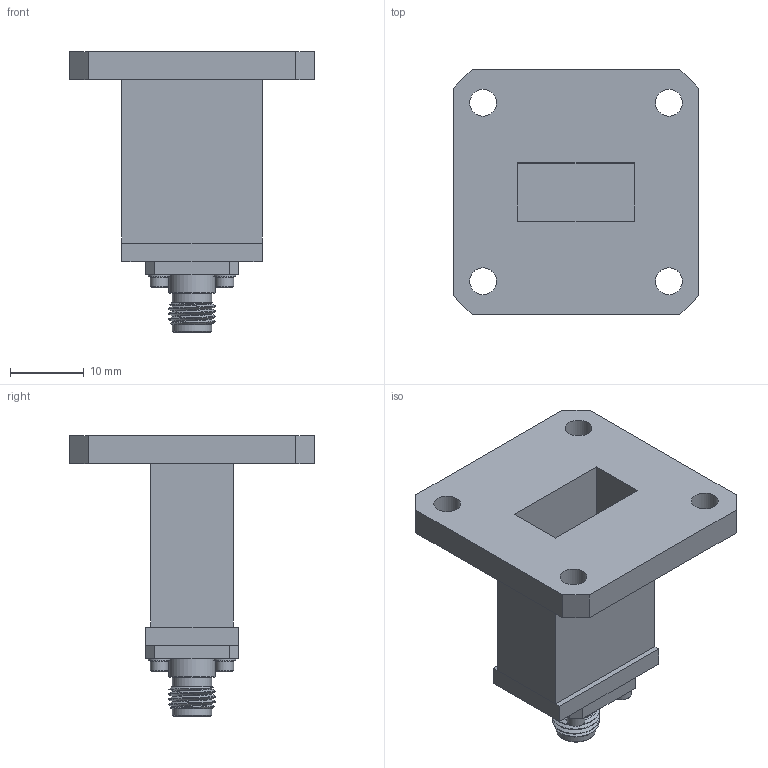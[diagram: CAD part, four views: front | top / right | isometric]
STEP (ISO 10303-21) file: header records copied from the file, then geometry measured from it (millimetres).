
FILE_DESCRIPTION (( 'STEP AP203' ), '1' );
FILE_NAME ('PEWCA1071.step', '2020-01-15T18:10:58', ( '' ), ( '' ), 'SwSTEP 2.0', 'SolidWorks 2018', '' );
FILE_SCHEMA (( 'CONFIG_CONTROL_DESIGN' ));
Length unit declared in the file: inch
Products named in the file (1): PEWCA1071
Bounding box: 33.32 x 33.32 x 38.1 mm (x, y, z)
Volume: 6606.4 mm3; surface area: 6102.1 mm2
Topology: 1 solids, 6 shells, 192 faces, 417 edges, 261 vertices
Faces by surface type: plane 96, cylinder 47, cone 38, bspline 11
Full cylindrical faces by diameter (mm): 1.016 x2, 1.27 x2, 1.524 x12, 1.854 x5, 2.438 x4, 2.946 x4, 3.658 x4, 4.521 x1, 5.08 x1, 5.334 x2, 6.35 x1
Entity records: 8424 total; most frequent: CARTESIAN_POINT 4872, DIRECTION 700, ORIENTED_EDGE 636, EDGE_CURVE 318, AXIS2_PLACEMENT_3D 282, EDGE_LOOP 262, VERTEX_POINT 216, FACE_OUTER_BOUND 210
